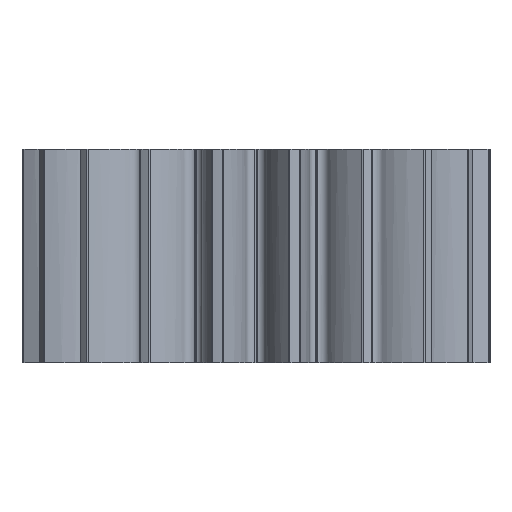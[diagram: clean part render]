
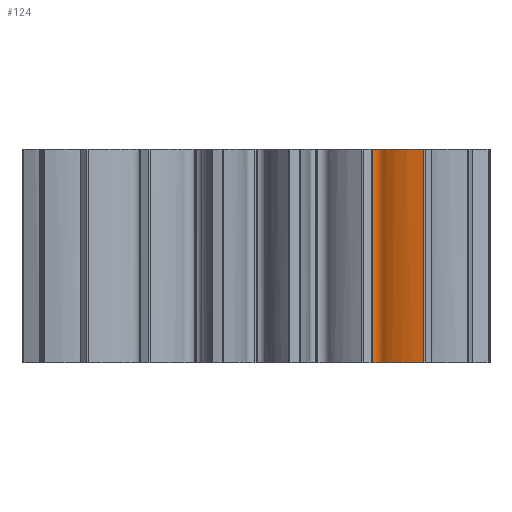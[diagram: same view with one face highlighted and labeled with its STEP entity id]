
A CAD part, front view. The second image highlights one B-rep face of the part: STEP entity #124.
In plain terms, the highlighted free-form (B-spline) face has degree [3, 1] with [22, 2] control points.
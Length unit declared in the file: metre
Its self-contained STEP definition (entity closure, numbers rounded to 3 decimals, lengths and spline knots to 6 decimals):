
#124 = ADVANCED_FACE( '', ( #309 ), #310, .F. );
#309 = FACE_OUTER_BOUND( '', #2643, .T. );
#310 = B_SPLINE_SURFACE_WITH_KNOTS( '', 3, 1, ( ( #2644, #2645 ), ( #2646, #2647 ), ( #2648, #2649 ), ( #2650, #2651 ), ( #2652, #2653 ), ( #2654, #2655 ), ( #2656, #2657 ), ( #2658, #2659 ), ( #2660, #2661 ), ( #2662, #2663 ), ( #2664, #2665 ), ( #2666, #2667 ), ( #2668, #2669 ), ( #2670, #2671 ), ( #2672, #2673 ), ( #2674, #2675 ), ( #2676, #2677 ), ( #2678, #2679 ), ( #2680, #2681 ), ( #2682, #2683 ), ( #2684, #2685 ), ( #2686, #2687 ) ), .UNSPECIFIED., .F., .F., .F., ( 4, 2, 2, 2, 2, 2, 2, 2, 2, 2, 4 ), ( 2, 2 ), ( 0., 0.125, 0.25, 0.375, 0.4375, 0.5, 0.5625, 0.625, 0.75, 0.875, 1. ), ( 0., 1. ), .UNSPECIFIED. );
#2643 = EDGE_LOOP( '', ( #5981, #5982, #5983, #5984 ) );
#2644 = CARTESIAN_POINT( '', ( 0.010842, -0.013737, 0.010005 ) );
#2645 = CARTESIAN_POINT( '', ( 0.010842, -0.013737, -0.010005 ) );
#2646 = CARTESIAN_POINT( '', ( 0.010931, -0.013666, 0.010005 ) );
#2647 = CARTESIAN_POINT( '', ( 0.010931, -0.013666, -0.010005 ) );
#2648 = CARTESIAN_POINT( '', ( 0.011031, -0.013617, 0.010005 ) );
#2649 = CARTESIAN_POINT( '', ( 0.011031, -0.013617, -0.010005 ) );
#2650 = CARTESIAN_POINT( '', ( 0.011252, -0.013563, 0.010005 ) );
#2651 = CARTESIAN_POINT( '', ( 0.011252, -0.013563, -0.010005 ) );
#2652 = CARTESIAN_POINT( '', ( 0.011364, -0.013558, 0.010005 ) );
#2653 = CARTESIAN_POINT( '', ( 0.011364, -0.013558, -0.010005 ) );
#2654 = CARTESIAN_POINT( '', ( 0.01158, -0.013594, 0.010005 ) );
#2655 = CARTESIAN_POINT( '', ( 0.01158, -0.013594, -0.010005 ) );
#2656 = CARTESIAN_POINT( '', ( 0.011686, -0.013635, 0.010005 ) );
#2657 = CARTESIAN_POINT( '', ( 0.011686, -0.013635, -0.010005 ) );
#2658 = CARTESIAN_POINT( '', ( 0.011843, -0.01373, 0.010005 ) );
#2659 = CARTESIAN_POINT( '', ( 0.011843, -0.01373, -0.010005 ) );
#2660 = CARTESIAN_POINT( '', ( 0.011892, -0.013768, 0.010005 ) );
#2661 = CARTESIAN_POINT( '', ( 0.011892, -0.013768, -0.010005 ) );
#2662 = CARTESIAN_POINT( '', ( 0.012004, -0.013853, 0.010005 ) );
#2663 = CARTESIAN_POINT( '', ( 0.012004, -0.013853, -0.010005 ) );
#2664 = CARTESIAN_POINT( '', ( 0.012068, -0.013899, 0.010005 ) );
#2665 = CARTESIAN_POINT( '', ( 0.012068, -0.013899, -0.010005 ) );
#2666 = CARTESIAN_POINT( '', ( 0.012214, -0.013997, 0.010005 ) );
#2667 = CARTESIAN_POINT( '', ( 0.012214, -0.013997, -0.010005 ) );
#2668 = CARTESIAN_POINT( '', ( 0.012296, -0.014049, 0.010005 ) );
#2669 = CARTESIAN_POINT( '', ( 0.012296, -0.014049, -0.010005 ) );
#2670 = CARTESIAN_POINT( '', ( 0.012478, -0.014157, 0.010005 ) );
#2671 = CARTESIAN_POINT( '', ( 0.012478, -0.014157, -0.010005 ) );
#2672 = CARTESIAN_POINT( '', ( 0.012578, -0.014213, 0.010005 ) );
#2673 = CARTESIAN_POINT( '', ( 0.012578, -0.014213, -0.010005 ) );
#2674 = CARTESIAN_POINT( '', ( 0.012907, -0.014385, 0.010005 ) );
#2675 = CARTESIAN_POINT( '', ( 0.012907, -0.014385, -0.010005 ) );
#2676 = CARTESIAN_POINT( '', ( 0.013164, -0.014504, 0.010005 ) );
#2677 = CARTESIAN_POINT( '', ( 0.013164, -0.014504, -0.010005 ) );
#2678 = CARTESIAN_POINT( '', ( 0.013758, -0.014736, 0.010005 ) );
#2679 = CARTESIAN_POINT( '', ( 0.013758, -0.014736, -0.010005 ) );
#2680 = CARTESIAN_POINT( '', ( 0.014095, -0.014848, 0.010005 ) );
#2681 = CARTESIAN_POINT( '', ( 0.014095, -0.014848, -0.010005 ) );
#2682 = CARTESIAN_POINT( '', ( 0.014849, -0.015051, 0.010005 ) );
#2683 = CARTESIAN_POINT( '', ( 0.014849, -0.015051, -0.010005 ) );
#2684 = CARTESIAN_POINT( '', ( 0.015266, -0.015141, 0.010005 ) );
#2685 = CARTESIAN_POINT( '', ( 0.015266, -0.015141, -0.010005 ) );
#2686 = CARTESIAN_POINT( '', ( 0.015722, -0.015211, 0.010005 ) );
#2687 = CARTESIAN_POINT( '', ( 0.015722, -0.015211, -0.010005 ) );
#5981 = ORIENTED_EDGE( '', *, *, #6592, .T. );
#5982 = ORIENTED_EDGE( '', *, *, #6765, .T. );
#5983 = ORIENTED_EDGE( '', *, *, #6766, .T. );
#5984 = ORIENTED_EDGE( '', *, *, #6767, .F. );
#6592 = EDGE_CURVE( '', #7070, #7068, #7071, .T. );
#6765 = EDGE_CURVE( '', #7068, #7366, #7368, .T. );
#6766 = EDGE_CURVE( '', #7366, #7369, #7370, .T. );
#6767 = EDGE_CURVE( '', #7070, #7369, #7371, .T. );
#7068 = VERTEX_POINT( '', #9100 );
#7070 = VERTEX_POINT( '', #9123 );
#7071 = B_SPLINE_CURVE_WITH_KNOTS( '', 3, ( #9124, #9125, #9126, #9127, #9128, #9129, #9130, #9131, #9132, #9133, #9134, #9135, #9136, #9137, #9138, #9139, #9140, #9141, #9142, #9143, #9144, #9145 ), .UNSPECIFIED., .F., .F., ( 4, 2, 2, 2, 2, 2, 2, 2, 2, 2, 4 ), ( 0., 0.000656, 0.001313, 0.001969, 0.002298, 0.002626, 0.002954, 0.003282, 0.003939, 0.004595, 0.005252 ), .UNSPECIFIED. );
#7366 = VERTEX_POINT( '', #11482 );
#7368 = LINE( '', #11505, #11506 );
#7369 = VERTEX_POINT( '', #11507 );
#7370 = B_SPLINE_CURVE_WITH_KNOTS( '', 3, ( #11508, #11509, #11510, #11511, #11512, #11513, #11514, #11515, #11516, #11517, #11518, #11519, #11520, #11521, #11522, #11523, #11524, #11525, #11526, #11527, #11528, #11529 ), .UNSPECIFIED., .F., .F., ( 4, 2, 2, 2, 2, 2, 2, 2, 2, 2, 4 ), ( 0., 0.000655, 0.001309, 0.001964, 0.002291, 0.002618, 0.002946, 0.003273, 0.003928, 0.004582, 0.005237 ), .UNSPECIFIED. );
#7371 = LINE( '', #11530, #11531 );
#9100 = CARTESIAN_POINT( '', ( 0.010842, -0.013737, 0.01 ) );
#9123 = CARTESIAN_POINT( '', ( 0.015722, -0.015211, 0.01 ) );
#9124 = CARTESIAN_POINT( '', ( 0.015722, -0.015211, 0.01 ) );
#9125 = CARTESIAN_POINT( '', ( 0.015266, -0.015141, 0.01 ) );
#9126 = CARTESIAN_POINT( '', ( 0.014849, -0.015051, 0.01 ) );
#9127 = CARTESIAN_POINT( '', ( 0.014095, -0.014848, 0.01 ) );
#9128 = CARTESIAN_POINT( '', ( 0.013758, -0.014736, 0.01 ) );
#9129 = CARTESIAN_POINT( '', ( 0.013164, -0.014504, 0.01 ) );
#9130 = CARTESIAN_POINT( '', ( 0.012907, -0.014385, 0.01 ) );
#9131 = CARTESIAN_POINT( '', ( 0.012578, -0.014213, 0.01 ) );
#9132 = CARTESIAN_POINT( '', ( 0.012478, -0.014157, 0.01 ) );
#9133 = CARTESIAN_POINT( '', ( 0.012296, -0.014049, 0.01 ) );
#9134 = CARTESIAN_POINT( '', ( 0.012214, -0.013997, 0.01 ) );
#9135 = CARTESIAN_POINT( '', ( 0.012068, -0.013899, 0.01 ) );
#9136 = CARTESIAN_POINT( '', ( 0.012004, -0.013853, 0.01 ) );
#9137 = CARTESIAN_POINT( '', ( 0.011892, -0.013768, 0.01 ) );
#9138 = CARTESIAN_POINT( '', ( 0.011843, -0.01373, 0.01 ) );
#9139 = CARTESIAN_POINT( '', ( 0.011686, -0.013635, 0.01 ) );
#9140 = CARTESIAN_POINT( '', ( 0.01158, -0.013594, 0.01 ) );
#9141 = CARTESIAN_POINT( '', ( 0.011364, -0.013558, 0.01 ) );
#9142 = CARTESIAN_POINT( '', ( 0.011252, -0.013563, 0.01 ) );
#9143 = CARTESIAN_POINT( '', ( 0.011031, -0.013617, 0.01 ) );
#9144 = CARTESIAN_POINT( '', ( 0.010931, -0.013666, 0.01 ) );
#9145 = CARTESIAN_POINT( '', ( 0.010842, -0.013737, 0.01 ) );
#11482 = CARTESIAN_POINT( '', ( 0.010842, -0.013737, -0.01 ) );
#11505 = CARTESIAN_POINT( '', ( 0.010842, -0.013737, 0.010005 ) );
#11506 = VECTOR( '', #13291, 1. );
#11507 = CARTESIAN_POINT( '', ( 0.015722, -0.015211, -0.01 ) );
#11508 = CARTESIAN_POINT( '', ( 0.010842, -0.013737, -0.01 ) );
#11509 = CARTESIAN_POINT( '', ( 0.010931, -0.013666, -0.01 ) );
#11510 = CARTESIAN_POINT( '', ( 0.011031, -0.013617, -0.01 ) );
#11511 = CARTESIAN_POINT( '', ( 0.011252, -0.013563, -0.01 ) );
#11512 = CARTESIAN_POINT( '', ( 0.011364, -0.013558, -0.01 ) );
#11513 = CARTESIAN_POINT( '', ( 0.01158, -0.013594, -0.01 ) );
#11514 = CARTESIAN_POINT( '', ( 0.011686, -0.013635, -0.01 ) );
#11515 = CARTESIAN_POINT( '', ( 0.011843, -0.01373, -0.01 ) );
#11516 = CARTESIAN_POINT( '', ( 0.011892, -0.013768, -0.01 ) );
#11517 = CARTESIAN_POINT( '', ( 0.012004, -0.013853, -0.01 ) );
#11518 = CARTESIAN_POINT( '', ( 0.012068, -0.013899, -0.01 ) );
#11519 = CARTESIAN_POINT( '', ( 0.012214, -0.013997, -0.01 ) );
#11520 = CARTESIAN_POINT( '', ( 0.012296, -0.014049, -0.01 ) );
#11521 = CARTESIAN_POINT( '', ( 0.012478, -0.014157, -0.01 ) );
#11522 = CARTESIAN_POINT( '', ( 0.012578, -0.014213, -0.01 ) );
#11523 = CARTESIAN_POINT( '', ( 0.012907, -0.014385, -0.01 ) );
#11524 = CARTESIAN_POINT( '', ( 0.013164, -0.014504, -0.01 ) );
#11525 = CARTESIAN_POINT( '', ( 0.013758, -0.014736, -0.01 ) );
#11526 = CARTESIAN_POINT( '', ( 0.014095, -0.014848, -0.01 ) );
#11527 = CARTESIAN_POINT( '', ( 0.014849, -0.015051, -0.01 ) );
#11528 = CARTESIAN_POINT( '', ( 0.015266, -0.015141, -0.01 ) );
#11529 = CARTESIAN_POINT( '', ( 0.015722, -0.015211, -0.01 ) );
#11530 = CARTESIAN_POINT( '', ( 0.015722, -0.015211, 0.010005 ) );
#11531 = VECTOR( '', #13292, 1. );
#13291 = DIRECTION( '', ( 0., 0., -1. ) );
#13292 = DIRECTION( '', ( 0., 0., -1. ) );
